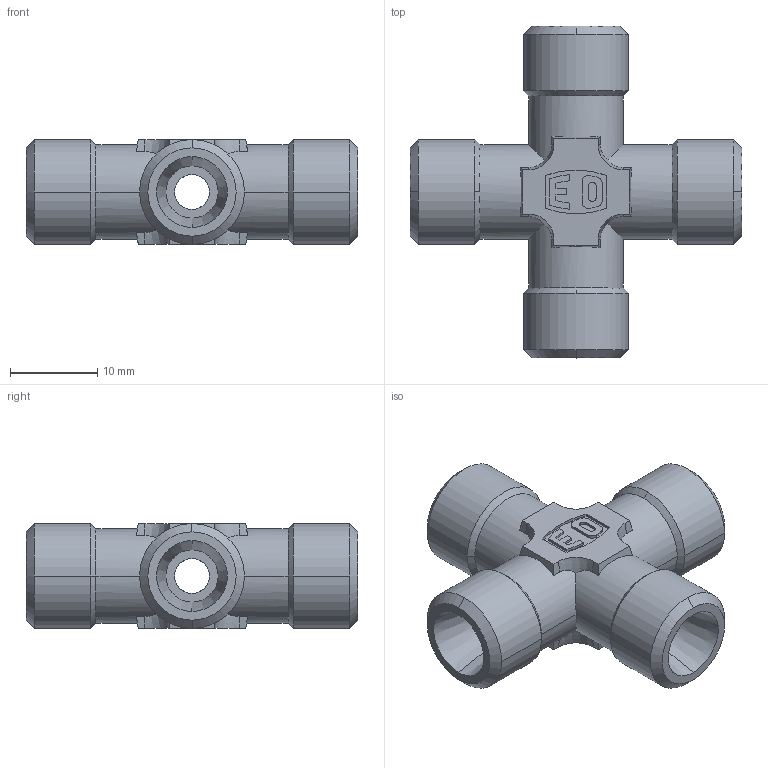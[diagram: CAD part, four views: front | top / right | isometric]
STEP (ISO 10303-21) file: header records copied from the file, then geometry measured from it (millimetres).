
FILE_DESCRIPTION (( 'STEP AP214' ), '1' );
FILE_NAME ('MET3010.STEP', '2019-07-05T11:08:32', ( 'Metrol Springs' ), ( 'Hewlett-Packard Company' ), 'SwSTEP 2.0', 'SolidWorks 2017', '' );
FILE_SCHEMA (( 'AUTOMOTIVE_DESIGN' ));
Length unit declared in the file: millimetre
Products named in the file (1): MET3010
Bounding box: 38 x 38 x 12 mm (x, y, z)
Volume: 5320 mm3; surface area: 3732.8 mm2
Topology: 1 solids, 1 shells, 145 faces, 391 edges, 256 vertices
Faces by surface type: plane 63, cylinder 50, cone 32
Entity records: 4727 total; most frequent: CARTESIAN_POINT 1009, ORIENTED_EDGE 782, DIRECTION 779, EDGE_CURVE 391, AXIS2_PLACEMENT_3D 282, VERTEX_POINT 256, LINE 215, VECTOR 215
